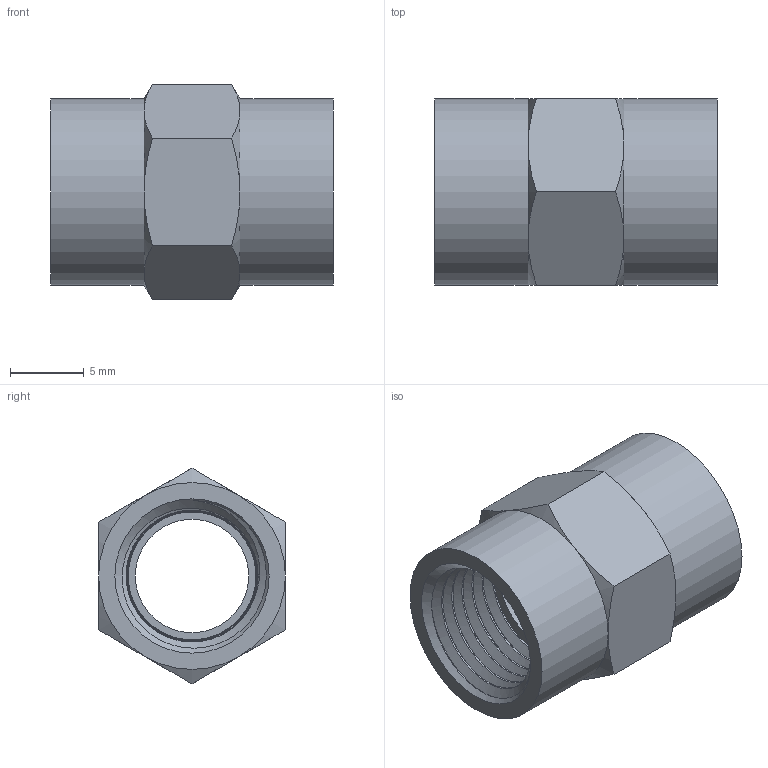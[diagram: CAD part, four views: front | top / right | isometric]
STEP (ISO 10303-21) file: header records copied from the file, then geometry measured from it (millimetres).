
FILE_DESCRIPTION(/* description */ (''),/* implementation_level */ '2;1');
FILE_NAME(/* name */ '103-N1.stp',/* time_stamp */ '2024-01-23T09:49:50-05:00',/* author */ ('esanner'),/* organization */ (''),/* preprocessor_version */ 'ST-DEVELOPER v19',/* originating_system */ 'AutoCAD Mechanical',/* authorisation */ '');
FILE_SCHEMA (('AUTOMOTIVE_DESIGN { 1 0 10303 214 3 1 1 }'));
Length unit declared in the file: millimetre
Products named in the file (2): Product; 103-N1
Assembly tree (1 placements, depth 2):
  Product
    103-N1
Bounding box: 19.23 x 12.7 x 14.66 mm (x, y, z)
Volume: 1323.6 mm3; surface area: 1730.6 mm2
Topology: 1 solids, 1 shells, 55 faces, 158 edges, 107 vertices
Faces by surface type: cone 36, plane 10, bspline 6, cylinder 3
Full cylindrical faces by diameter (mm): 7.715 x1, 12.7 x2
Entity records: 9172 total; most frequent: CARTESIAN_POINT 7903, ORIENTED_EDGE 316, DIRECTION 181, EDGE_CURVE 158, VERTEX_POINT 107, B_SPLINE_CURVE_WITH_KNOTS 80, AXIS2_PLACEMENT_3D 75, EDGE_LOOP 59
